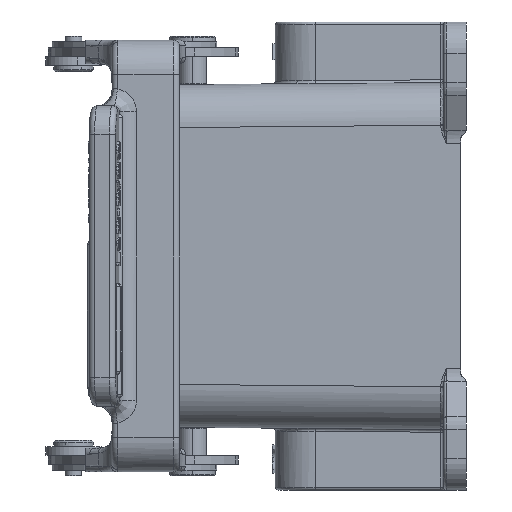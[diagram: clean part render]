
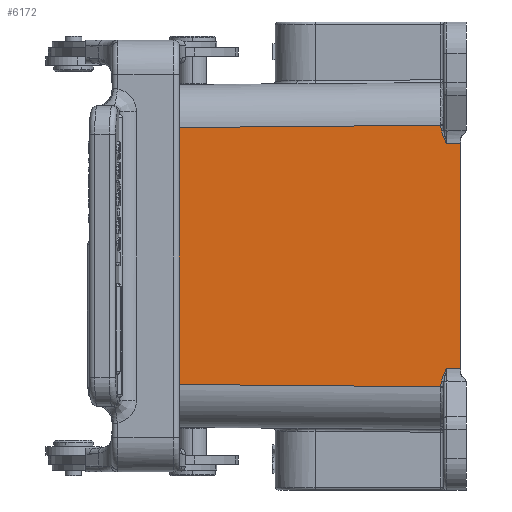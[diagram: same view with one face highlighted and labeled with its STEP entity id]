
A CAD part, left-side view. The second image highlights one B-rep face of the part: STEP entity #6172.
In plain terms, the highlighted planar face has unit normal (-1, 0.009, 0).
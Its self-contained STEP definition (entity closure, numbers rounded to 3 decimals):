
#445=B_SPLINE_CURVE_WITH_KNOTS('',3,(#36381,#36382,#36383,#36384,#36385,
#36386,#36387,#36388,#36389),.UNSPECIFIED.,.F.,.F.,(4,1,1,3,4),(0.,0.33,
0.66,0.99,1.),.UNSPECIFIED.);
#446=B_SPLINE_CURVE_WITH_KNOTS('',3,(#36424,#36425,#36426,#36427,#36428,
#36429,#36430),.UNSPECIFIED.,.F.,.F.,(4,3,4),(0.,0.01,1.),
 .UNSPECIFIED.);
#447=B_SPLINE_CURVE_WITH_KNOTS('',3,(#36432,#36433,#36434,#36435),
 .UNSPECIFIED.,.F.,.F.,(4,4),(0.,1.),.UNSPECIFIED.);
#448=B_SPLINE_CURVE_WITH_KNOTS('',3,(#36436,#36437,#36438,#36439),
 .UNSPECIFIED.,.F.,.F.,(4,4),(0.,1.),.UNSPECIFIED.);
#449=B_SPLINE_CURVE_WITH_KNOTS('',3,(#36441,#36442,#36443,#36444),
 .UNSPECIFIED.,.F.,.F.,(4,4),(0.,1.),.UNSPECIFIED.);
#450=B_SPLINE_CURVE_WITH_KNOTS('',3,(#36446,#36447,#36448,#36449,#36450,
#36451),.UNSPECIFIED.,.F.,.F.,(4,1,1,4),(0.,0.333,0.667,
1.),.UNSPECIFIED.);
#451=B_SPLINE_CURVE_WITH_KNOTS('',3,(#36453,#36454,#36455,#36456),
 .UNSPECIFIED.,.F.,.F.,(4,4),(0.,1.),.UNSPECIFIED.);
#452=B_SPLINE_CURVE_WITH_KNOTS('',3,(#36458,#36459,#36460,#36461),
 .UNSPECIFIED.,.F.,.F.,(4,4),(0.,1.),.UNSPECIFIED.);
#3081=LINE('',#36156,#4613);
#3100=LINE('',#36352,#4632);
#3101=LINE('',#36422,#4633);
#3102=LINE('',#36463,#4634);
#4613=VECTOR('',#27728,1.);
#4632=VECTOR('',#27799,1.);
#4633=VECTOR('',#27806,1.);
#4634=VECTOR('',#27807,1.);
#6172=ADVANCED_FACE('',(#8100),#7477,.T.);
#7477=PLANE('',#25228);
#8100=FACE_OUTER_BOUND('',#9447,.T.);
#9447=EDGE_LOOP('',(#11527,#11528,#11529,#11530,#11531,#11532,#11533,#11534,
#11535,#11536,#11537,#11538));
#11527=ORIENTED_EDGE('',*,*,#20874,.T.);
#11528=ORIENTED_EDGE('',*,*,#20938,.F.);
#11529=ORIENTED_EDGE('',*,*,#20939,.F.);
#11530=ORIENTED_EDGE('',*,*,#20940,.F.);
#11531=ORIENTED_EDGE('',*,*,#20937,.F.);
#11532=ORIENTED_EDGE('',*,*,#20931,.F.);
#11533=ORIENTED_EDGE('',*,*,#20941,.T.);
#11534=ORIENTED_EDGE('',*,*,#20942,.F.);
#11535=ORIENTED_EDGE('',*,*,#20943,.F.);
#11536=ORIENTED_EDGE('',*,*,#20944,.F.);
#11537=ORIENTED_EDGE('',*,*,#20945,.F.);
#11538=ORIENTED_EDGE('',*,*,#20946,.F.);
#18398=VERTEX_POINT('',#36154);
#18400=VERTEX_POINT('',#36157);
#18444=VERTEX_POINT('',#36351);
#18445=VERTEX_POINT('',#36353);
#18447=VERTEX_POINT('',#36380);
#18448=VERTEX_POINT('',#36423);
#18449=VERTEX_POINT('',#36431);
#18450=VERTEX_POINT('',#36440);
#18451=VERTEX_POINT('',#36445);
#18452=VERTEX_POINT('',#36452);
#18453=VERTEX_POINT('',#36457);
#18454=VERTEX_POINT('',#36462);
#20874=EDGE_CURVE('',#18400,#18398,#3081,.T.);
#20931=EDGE_CURVE('',#18444,#18445,#3100,.T.);
#20937=EDGE_CURVE('',#18445,#18447,#445,.T.);
#20938=EDGE_CURVE('',#18448,#18398,#3101,.T.);
#20939=EDGE_CURVE('',#18449,#18448,#446,.T.);
#20940=EDGE_CURVE('',#18447,#18449,#447,.T.);
#20941=EDGE_CURVE('',#18444,#18450,#448,.T.);
#20942=EDGE_CURVE('',#18451,#18450,#449,.T.);
#20943=EDGE_CURVE('',#18452,#18451,#450,.T.);
#20944=EDGE_CURVE('',#18453,#18452,#451,.T.);
#20945=EDGE_CURVE('',#18454,#18453,#452,.T.);
#20946=EDGE_CURVE('',#18400,#18454,#3102,.T.);
#25228=AXIS2_PLACEMENT_3D('',#36464,#27808,#27809);
#27728=DIRECTION('',(0.,0.,1.));
#27799=DIRECTION('',(-0.009,-1.,0.009));
#27806=DIRECTION('',(-0.009,-1.,0.018));
#27807=DIRECTION('',(0.009,1.,0.018));
#27808=DIRECTION('',(-1.,0.009,0.));
#27809=DIRECTION('',(-0.009,-1.,0.));
#36154=CARTESIAN_POINT('',(-21.941,-25.75,19.749));
#36156=CARTESIAN_POINT('',(-21.941,-25.75,-19.749));
#36157=CARTESIAN_POINT('',(-21.941,-25.75,-19.749));
#36351=CARTESIAN_POINT('',(-21.503,24.453,22.503));
#36352=CARTESIAN_POINT('',(-21.503,24.453,22.503));
#36353=CARTESIAN_POINT('',(-21.91,-22.255,22.91));
#36380=CARTESIAN_POINT('',(-21.909,-22.38,21.903));
#36381=CARTESIAN_POINT('',(-21.91,-22.255,22.91));
#36382=CARTESIAN_POINT('',(-21.91,-22.258,22.784));
#36383=CARTESIAN_POINT('',(-21.91,-22.272,22.541));
#36384=CARTESIAN_POINT('',(-21.911,-22.312,22.22));
#36385=CARTESIAN_POINT('',(-21.911,-22.354,22.007));
#36386=CARTESIAN_POINT('',(-21.911,-22.38,21.904));
#36387=CARTESIAN_POINT('',(-21.911,-22.38,21.9));
#36388=CARTESIAN_POINT('',(-21.911,-22.381,21.897));
#36389=CARTESIAN_POINT('',(-21.911,-22.382,21.894));
#36422=CARTESIAN_POINT('',(-21.919,-23.246,19.704));
#36423=CARTESIAN_POINT('',(-21.919,-23.246,19.704));
#36424=CARTESIAN_POINT('',(-21.914,-22.745,20.815));
#36425=CARTESIAN_POINT('',(-21.914,-22.747,20.811));
#36426=CARTESIAN_POINT('',(-21.915,-22.748,20.807));
#36427=CARTESIAN_POINT('',(-21.915,-22.75,20.803));
#36428=CARTESIAN_POINT('',(-21.916,-22.904,20.43));
#36429=CARTESIAN_POINT('',(-21.917,-23.074,20.066));
#36430=CARTESIAN_POINT('',(-21.919,-23.246,19.704));
#36431=CARTESIAN_POINT('',(-21.913,-22.75,20.803));
#36432=CARTESIAN_POINT('',(-21.908,-22.38,21.903));
#36433=CARTESIAN_POINT('',(-21.914,-22.46,21.573));
#36434=CARTESIAN_POINT('',(-21.917,-22.582,21.212));
#36435=CARTESIAN_POINT('',(-21.912,-22.75,20.804));
#36436=CARTESIAN_POINT('',(-21.503,24.453,22.503));
#36437=CARTESIAN_POINT('',(-21.503,24.453,7.501));
#36438=CARTESIAN_POINT('',(-21.503,24.453,-7.501));
#36439=CARTESIAN_POINT('',(-21.503,24.453,-22.503));
#36440=CARTESIAN_POINT('',(-21.5,24.453,-22.503));
#36441=CARTESIAN_POINT('',(-21.91,-22.255,-22.91));
#36442=CARTESIAN_POINT('',(-21.774,-6.686,-22.775));
#36443=CARTESIAN_POINT('',(-21.638,8.883,-22.639));
#36444=CARTESIAN_POINT('',(-21.503,24.453,-22.503));
#36445=CARTESIAN_POINT('',(-21.91,-22.255,-22.91));
#36446=CARTESIAN_POINT('',(-21.911,-22.38,-21.904));
#36447=CARTESIAN_POINT('',(-21.911,-22.356,-22.001));
#36448=CARTESIAN_POINT('',(-21.911,-22.314,-22.206));
#36449=CARTESIAN_POINT('',(-21.91,-22.272,-22.53));
#36450=CARTESIAN_POINT('',(-21.91,-22.258,-22.779));
#36451=CARTESIAN_POINT('',(-21.91,-22.255,-22.91));
#36452=CARTESIAN_POINT('',(-21.911,-22.38,-21.904));
#36453=CARTESIAN_POINT('',(-21.915,-22.75,-20.803));
#36454=CARTESIAN_POINT('',(-21.913,-22.582,-21.211));
#36455=CARTESIAN_POINT('',(-21.912,-22.466,-21.551));
#36456=CARTESIAN_POINT('',(-21.911,-22.38,-21.904));
#36457=CARTESIAN_POINT('',(-21.915,-22.75,-20.803));
#36458=CARTESIAN_POINT('',(-21.919,-23.246,-19.704));
#36459=CARTESIAN_POINT('',(-21.917,-23.074,-20.066));
#36460=CARTESIAN_POINT('',(-21.916,-22.904,-20.43));
#36461=CARTESIAN_POINT('',(-21.915,-22.75,-20.803));
#36462=CARTESIAN_POINT('',(-21.919,-23.246,-19.704));
#36463=CARTESIAN_POINT('',(-21.941,-25.75,-19.749));
#36464=CARTESIAN_POINT('',(-21.5,24.75,30.));
